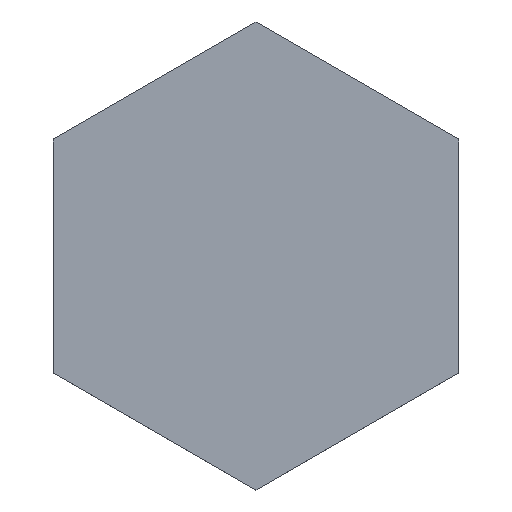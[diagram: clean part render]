
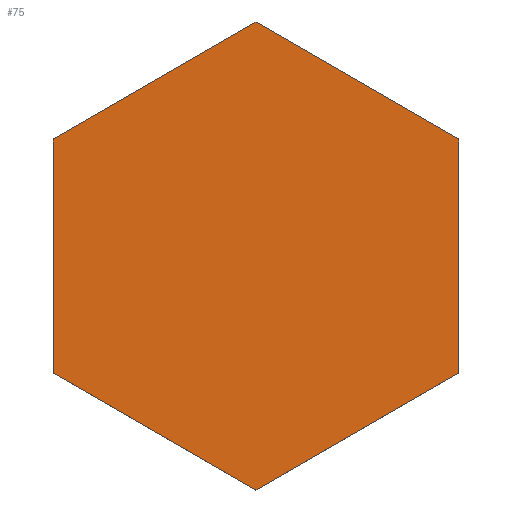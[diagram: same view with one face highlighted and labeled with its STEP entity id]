
A CAD part, top view. The second image highlights one B-rep face of the part: STEP entity #75.
In plain terms, the highlighted planar face has unit normal (0, 0, 1).
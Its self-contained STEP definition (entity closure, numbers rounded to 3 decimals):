
#75=ADVANCED_FACE('',(#84),#85,.T.);
#84=FACE_OUTER_BOUND('',#100,.T.);
#85=PLANE('',#101);
#100=EDGE_LOOP('',(#116,#117,#118,#119,#120,#121));
#101=AXIS2_PLACEMENT_3D('',#122,#123,#124);
#116=ORIENTED_EDGE('',*,*,#176,.T.);
#117=ORIENTED_EDGE('',*,*,#177,.T.);
#118=ORIENTED_EDGE('',*,*,#178,.T.);
#119=ORIENTED_EDGE('',*,*,#179,.T.);
#120=ORIENTED_EDGE('',*,*,#180,.T.);
#121=ORIENTED_EDGE('',*,*,#181,.T.);
#122=CARTESIAN_POINT('',(0.0,0.0,1.0));
#123=DIRECTION('',(0.0,0.0,1.0));
#124=DIRECTION('',(1.0,0.0,0.0));
#176=EDGE_CURVE('',#194,#195,#196,.T.);
#177=EDGE_CURVE('',#195,#197,#198,.T.);
#178=EDGE_CURVE('',#197,#199,#200,.T.);
#179=EDGE_CURVE('',#199,#201,#202,.T.);
#180=EDGE_CURVE('',#201,#203,#204,.T.);
#181=EDGE_CURVE('',#203,#194,#205,.T.);
#194=VERTEX_POINT('',#224);
#195=VERTEX_POINT('',#225);
#196=LINE('',#226,#227);
#197=VERTEX_POINT('',#228);
#198=LINE('',#229,#230);
#199=VERTEX_POINT('',#231);
#200=LINE('',#232,#233);
#201=VERTEX_POINT('',#234);
#202=LINE('',#235,#236);
#203=VERTEX_POINT('',#237);
#204=LINE('',#238,#239);
#205=LINE('',#240,#241);
#224=CARTESIAN_POINT('',(7.343,-4.24,1.0));
#225=CARTESIAN_POINT('',(7.343,4.24,1.0));
#226=CARTESIAN_POINT('',(7.343,0.0,1.0));
#227=VECTOR('',#272,1.0);
#228=CARTESIAN_POINT('',(0.,8.479,1.0));
#229=CARTESIAN_POINT('',(3.672,6.359,1.0));
#230=VECTOR('',#273,1.);
#231=CARTESIAN_POINT('',(-7.343,4.24,1.0));
#232=CARTESIAN_POINT('',(-3.672,6.359,1.0));
#233=VECTOR('',#274,1.);
#234=CARTESIAN_POINT('',(-7.343,-4.24,1.0));
#235=CARTESIAN_POINT('',(-7.343,0.,1.0));
#236=VECTOR('',#275,1.0);
#237=CARTESIAN_POINT('',(0.,-8.479,1.0));
#238=CARTESIAN_POINT('',(-3.672,-6.359,1.0));
#239=VECTOR('',#276,1.0);
#240=CARTESIAN_POINT('',(3.672,-6.359,1.0));
#241=VECTOR('',#277,1.0);
#272=DIRECTION('',(0.0,1.0,0.0));
#273=DIRECTION('',(-0.866,0.5,0.0));
#274=DIRECTION('',(-0.866,-0.5,0.0));
#275=DIRECTION('',(0.0,-1.0,0.0));
#276=DIRECTION('',(0.866,-0.5,0.0));
#277=DIRECTION('',(0.866,0.5,0.0));
